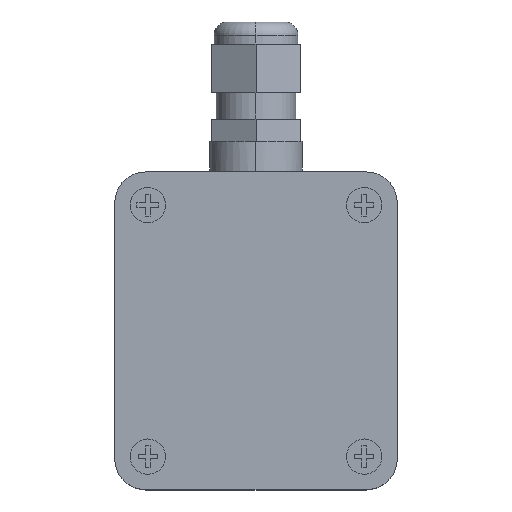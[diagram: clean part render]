
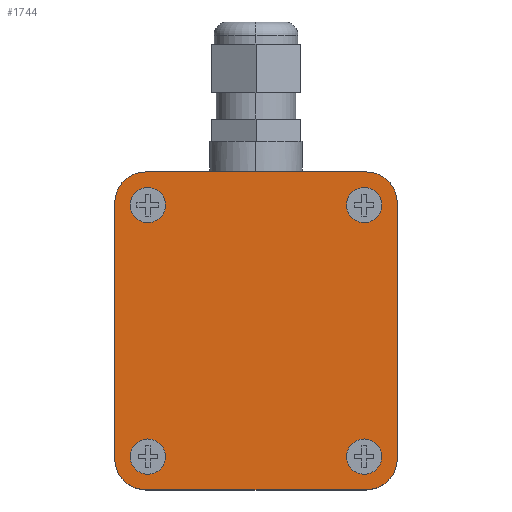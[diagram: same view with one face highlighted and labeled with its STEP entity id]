
A CAD part, top view. The second image highlights one B-rep face of the part: STEP entity #1744.
In plain terms, the highlighted planar face has unit normal (0, 0, 1).
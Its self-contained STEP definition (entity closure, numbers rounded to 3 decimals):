
#22 = EDGE_CURVE ( 'NONE', #6318, #4464, #435, .T. ) ;
#83 = VERTEX_POINT ( 'NONE', #575 ) ;
#92 = VERTEX_POINT ( 'NONE', #3552 ) ;
#282 = EDGE_LOOP ( 'NONE', ( #3079, #332 ) ) ;
#330 = AXIS2_PLACEMENT_3D ( 'NONE', #5443, #1397, #4878 ) ;
#332 = ORIENTED_EDGE ( 'NONE', *, *, #795, .F. ) ;
#346 = VERTEX_POINT ( 'NONE', #5973 ) ;
#392 = CARTESIAN_POINT ( 'NONE',  ( 24.5, -28.5, 38. ) ) ;
#435 = CIRCLE ( 'NONE', #837, 7. ) ;
#447 = ORIENTED_EDGE ( 'NONE', *, *, #6085, .F. ) ;
#529 = AXIS2_PLACEMENT_3D ( 'NONE', #1213, #4279, #4299 ) ;
#573 = ORIENTED_EDGE ( 'NONE', *, *, #6414, .T. ) ;
#575 = CARTESIAN_POINT ( 'NONE',  ( -25., -36., 38. ) ) ;
#681 = EDGE_CURVE ( 'NONE', #346, #5550, #5966, .T. ) ;
#684 = CARTESIAN_POINT ( 'NONE',  ( 32., -29., 38. ) ) ;
#747 = ORIENTED_EDGE ( 'NONE', *, *, #1797, .F. ) ;
#795 = EDGE_CURVE ( 'NONE', #5687, #5489, #3291, .T. ) ;
#827 = CARTESIAN_POINT ( 'NONE',  ( -32., -29., 38. ) ) ;
#837 = AXIS2_PLACEMENT_3D ( 'NONE', #4610, #1498, #1541 ) ;
#845 = AXIS2_PLACEMENT_3D ( 'NONE', #3895, #1339, #2878 ) ;
#853 = EDGE_CURVE ( 'NONE', #83, #5561, #1242, .T. ) ;
#873 = CARTESIAN_POINT ( 'NONE',  ( -24.5, -28.5, 38. ) ) ;
#894 = DIRECTION ( 'NONE',  ( 1., 0., 0. ) ) ;
#917 = CARTESIAN_POINT ( 'NONE',  ( -24.5, 28.5, 38. ) ) ;
#1023 = VECTOR ( 'NONE', #2601, 1000. ) ;
#1034 = CARTESIAN_POINT ( 'NONE',  ( -24.5, 28.5, 38. ) ) ;
#1089 = CIRCLE ( 'NONE', #529, 7. ) ;
#1119 = CARTESIAN_POINT ( 'NONE',  ( 20.5, -28.5, 38. ) ) ;
#1213 = CARTESIAN_POINT ( 'NONE',  ( -25., -29., 38. ) ) ;
#1227 = AXIS2_PLACEMENT_3D ( 'NONE', #6149, #5151, #2990 ) ;
#1242 = LINE ( 'NONE', #4130, #3112 ) ;
#1339 = DIRECTION ( 'NONE',  ( 0., 0., 1. ) ) ;
#1386 = EDGE_CURVE ( 'NONE', #5489, #5687, #6537, .T. ) ;
#1397 = DIRECTION ( 'NONE',  ( 0., 0., 1. ) ) ;
#1473 = FACE_BOUND ( 'NONE', #1986, .T. ) ;
#1498 = DIRECTION ( 'NONE',  ( 0., 0., 1. ) ) ;
#1541 = DIRECTION ( 'NONE',  ( -1., 0., 0. ) ) ;
#1595 = DIRECTION ( 'NONE',  ( 0., 0., 1. ) ) ;
#1616 = CARTESIAN_POINT ( 'NONE',  ( -28.5, 28.5, 38. ) ) ;
#1638 = EDGE_CURVE ( 'NONE', #5781, #3678, #3711, .T. ) ;
#1668 = AXIS2_PLACEMENT_3D ( 'NONE', #4740, #1595, #5213 ) ;
#1744 = ADVANCED_FACE ( 'NONE', ( #2576, #6215, #5168, #1473, #3050 ), #5477, .T. ) ;
#1785 = DIRECTION ( 'NONE',  ( 1., 0., 0. ) ) ;
#1797 = EDGE_CURVE ( 'NONE', #2388, #5964, #2887, .T. ) ;
#1865 = DIRECTION ( 'NONE',  ( 1., 0., 0. ) ) ;
#1906 = CIRCLE ( 'NONE', #3820, 4. ) ;
#1923 = DIRECTION ( 'NONE',  ( 0., 0., 1. ) ) ;
#1930 = ORIENTED_EDGE ( 'NONE', *, *, #3070, .T. ) ;
#1986 = EDGE_LOOP ( 'NONE', ( #2157, #447 ) ) ;
#2108 = EDGE_CURVE ( 'NONE', #5561, #2619, #4427, .T. ) ;
#2137 = AXIS2_PLACEMENT_3D ( 'NONE', #392, #1923, #1865 ) ;
#2140 = EDGE_CURVE ( 'NONE', #92, #83, #1089, .T. ) ;
#2157 = ORIENTED_EDGE ( 'NONE', *, *, #1638, .F. ) ;
#2217 = CARTESIAN_POINT ( 'NONE',  ( 25., 36., 38. ) ) ;
#2330 = AXIS2_PLACEMENT_3D ( 'NONE', #873, #3414, #4000 ) ;
#2356 = DIRECTION ( 'NONE',  ( 0., 0., 1. ) ) ;
#2388 = VERTEX_POINT ( 'NONE', #5765 ) ;
#2462 = VERTEX_POINT ( 'NONE', #2947 ) ;
#2576 = FACE_BOUND ( 'NONE', #4462, .T. ) ;
#2584 = DIRECTION ( 'NONE',  ( 1., 0., 0. ) ) ;
#2601 = DIRECTION ( 'NONE',  ( -1., 0., 0. ) ) ;
#2619 = VERTEX_POINT ( 'NONE', #684 ) ;
#2757 = AXIS2_PLACEMENT_3D ( 'NONE', #3130, #3656, #4171 ) ;
#2821 = CARTESIAN_POINT ( 'NONE',  ( 28.5, 28.5, 38. ) ) ;
#2878 = DIRECTION ( 'NONE',  ( 1., 0., 0. ) ) ;
#2887 = CIRCLE ( 'NONE', #1227, 4. ) ;
#2947 = CARTESIAN_POINT ( 'NONE',  ( -20.5, -28.5, 38. ) ) ;
#2990 = DIRECTION ( 'NONE',  ( 1., 0., 0. ) ) ;
#3036 = AXIS2_PLACEMENT_3D ( 'NONE', #917, #6527, #894 ) ;
#3050 = FACE_OUTER_BOUND ( 'NONE', #4785, .T. ) ;
#3070 = EDGE_CURVE ( 'NONE', #5550, #92, #4941, .T. ) ;
#3079 = ORIENTED_EDGE ( 'NONE', *, *, #1386, .F. ) ;
#3112 = VECTOR ( 'NONE', #1785, 1000. ) ;
#3130 = CARTESIAN_POINT ( 'NONE',  ( -25., 29., 38. ) ) ;
#3269 = CARTESIAN_POINT ( 'NONE',  ( 32., -29., 38. ) ) ;
#3278 = VERTEX_POINT ( 'NONE', #5010 ) ;
#3291 = CIRCLE ( 'NONE', #1668, 4. ) ;
#3339 = LINE ( 'NONE', #3269, #5524 ) ;
#3345 = AXIS2_PLACEMENT_3D ( 'NONE', #1034, #4598, #4614 ) ;
#3414 = DIRECTION ( 'NONE',  ( 0., 0., 1. ) ) ;
#3552 = CARTESIAN_POINT ( 'NONE',  ( -32., -29., 38. ) ) ;
#3562 = DIRECTION ( 'NONE',  ( 0., -1., 0. ) ) ;
#3595 = ORIENTED_EDGE ( 'NONE', *, *, #4911, .F. ) ;
#3608 = EDGE_CURVE ( 'NONE', #4464, #346, #3720, .T. ) ;
#3656 = DIRECTION ( 'NONE',  ( 0., 0., 1. ) ) ;
#3678 = VERTEX_POINT ( 'NONE', #1616 ) ;
#3711 = CIRCLE ( 'NONE', #3345, 4. ) ;
#3720 = LINE ( 'NONE', #6240, #1023 ) ;
#3773 = ORIENTED_EDGE ( 'NONE', *, *, #5729, .F. ) ;
#3820 = AXIS2_PLACEMENT_3D ( 'NONE', #4128, #4088, #2584 ) ;
#3895 = CARTESIAN_POINT ( 'NONE',  ( 25., -29., 38. ) ) ;
#3933 = EDGE_CURVE ( 'NONE', #3278, #2462, #4434, .T. ) ;
#3955 = VECTOR ( 'NONE', #3562, 1000. ) ;
#3978 = ORIENTED_EDGE ( 'NONE', *, *, #681, .T. ) ;
#3997 = ORIENTED_EDGE ( 'NONE', *, *, #3608, .T. ) ;
#4000 = DIRECTION ( 'NONE',  ( 1., 0., 0. ) ) ;
#4088 = DIRECTION ( 'NONE',  ( 0., 0., 1. ) ) ;
#4128 = CARTESIAN_POINT ( 'NONE',  ( -24.5, -28.5, 38. ) ) ;
#4130 = CARTESIAN_POINT ( 'NONE',  ( -25., -36., 38. ) ) ;
#4171 = DIRECTION ( 'NONE',  ( -1., 0., 0. ) ) ;
#4279 = DIRECTION ( 'NONE',  ( 0., 0., 1. ) ) ;
#4299 = DIRECTION ( 'NONE',  ( -1., 0., 0. ) ) ;
#4427 = CIRCLE ( 'NONE', #6485, 7. ) ;
#4434 = CIRCLE ( 'NONE', #2330, 4. ) ;
#4462 = EDGE_LOOP ( 'NONE', ( #3773, #5758 ) ) ;
#4464 = VERTEX_POINT ( 'NONE', #2217 ) ;
#4468 = ORIENTED_EDGE ( 'NONE', *, *, #2108, .T. ) ;
#4505 = ORIENTED_EDGE ( 'NONE', *, *, #2140, .T. ) ;
#4510 = CIRCLE ( 'NONE', #330, 4. ) ;
#4527 = CARTESIAN_POINT ( 'NONE',  ( 25., -36., 38. ) ) ;
#4569 = CARTESIAN_POINT ( 'NONE',  ( -32., 29., 38. ) ) ;
#4578 = EDGE_LOOP ( 'NONE', ( #3595, #747 ) ) ;
#4598 = DIRECTION ( 'NONE',  ( 0., 0., 1. ) ) ;
#4610 = CARTESIAN_POINT ( 'NONE',  ( 25., 29., 38. ) ) ;
#4614 = DIRECTION ( 'NONE',  ( 1., 0., 0. ) ) ;
#4634 = CARTESIAN_POINT ( 'NONE',  ( -20.5, 28.5, 38. ) ) ;
#4740 = CARTESIAN_POINT ( 'NONE',  ( 24.5, -28.5, 38. ) ) ;
#4785 = EDGE_LOOP ( 'NONE', ( #4468, #573, #6413, #3997, #3978, #1930, #4505, #5439 ) ) ;
#4789 = CARTESIAN_POINT ( 'NONE',  ( 25., -29., 38. ) ) ;
#4878 = DIRECTION ( 'NONE',  ( 1., 0., 0. ) ) ;
#4900 = DIRECTION ( 'NONE',  ( 0., 1., 0. ) ) ;
#4911 = EDGE_CURVE ( 'NONE', #5964, #2388, #4510, .T. ) ;
#4941 = LINE ( 'NONE', #827, #3955 ) ;
#4957 = CIRCLE ( 'NONE', #3036, 4. ) ;
#5010 = CARTESIAN_POINT ( 'NONE',  ( -28.5, -28.5, 38. ) ) ;
#5151 = DIRECTION ( 'NONE',  ( 0., 0., 1. ) ) ;
#5168 = FACE_BOUND ( 'NONE', #4578, .T. ) ;
#5213 = DIRECTION ( 'NONE',  ( 1., 0., 0. ) ) ;
#5439 = ORIENTED_EDGE ( 'NONE', *, *, #853, .T. ) ;
#5443 = CARTESIAN_POINT ( 'NONE',  ( 24.5, 28.5, 38. ) ) ;
#5466 = CARTESIAN_POINT ( 'NONE',  ( 28.5, -28.5, 38. ) ) ;
#5477 = PLANE ( 'NONE',  #845 ) ;
#5489 = VERTEX_POINT ( 'NONE', #5466 ) ;
#5524 = VECTOR ( 'NONE', #4900, 1000. ) ;
#5550 = VERTEX_POINT ( 'NONE', #4569 ) ;
#5561 = VERTEX_POINT ( 'NONE', #4527 ) ;
#5687 = VERTEX_POINT ( 'NONE', #1119 ) ;
#5729 = EDGE_CURVE ( 'NONE', #2462, #3278, #1906, .T. ) ;
#5758 = ORIENTED_EDGE ( 'NONE', *, *, #3933, .F. ) ;
#5765 = CARTESIAN_POINT ( 'NONE',  ( 20.5, 28.5, 38. ) ) ;
#5781 = VERTEX_POINT ( 'NONE', #4634 ) ;
#5830 = CARTESIAN_POINT ( 'NONE',  ( 32., 29., 38. ) ) ;
#5964 = VERTEX_POINT ( 'NONE', #2821 ) ;
#5966 = CIRCLE ( 'NONE', #2757, 7. ) ;
#5973 = CARTESIAN_POINT ( 'NONE',  ( -25., 36., 38. ) ) ;
#6085 = EDGE_CURVE ( 'NONE', #3678, #5781, #4957, .T. ) ;
#6149 = CARTESIAN_POINT ( 'NONE',  ( 24.5, 28.5, 38. ) ) ;
#6215 = FACE_BOUND ( 'NONE', #282, .T. ) ;
#6240 = CARTESIAN_POINT ( 'NONE',  ( -25., 36., 38. ) ) ;
#6318 = VERTEX_POINT ( 'NONE', #5830 ) ;
#6413 = ORIENTED_EDGE ( 'NONE', *, *, #22, .T. ) ;
#6414 = EDGE_CURVE ( 'NONE', #2619, #6318, #3339, .T. ) ;
#6460 = DIRECTION ( 'NONE',  ( 1., 0., 0. ) ) ;
#6485 = AXIS2_PLACEMENT_3D ( 'NONE', #4789, #2356, #6460 ) ;
#6527 = DIRECTION ( 'NONE',  ( 0., 0., 1. ) ) ;
#6537 = CIRCLE ( 'NONE', #2137, 4. ) ;
